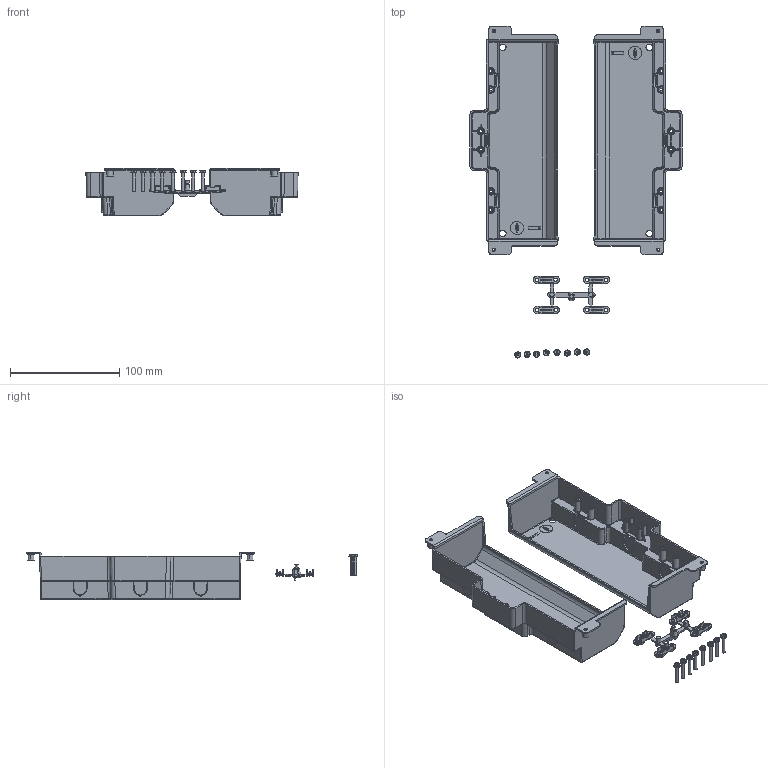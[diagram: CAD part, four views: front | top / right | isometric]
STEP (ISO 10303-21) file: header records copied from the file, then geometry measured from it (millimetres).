
FILE_DESCRIPTION(('CATIA V5 STEP Exchange','CAx-IF Rec.Pracs.--- Model Styling and Organization---1.4--- 2014-01-23'),'2;1');
FILE_NAME('&RV - Boite sol Finition standard T2 T2''LG-088027.stp','2019-02-26T07:12:14+00:00',('none'),('none'),'CATIA Version 5-6 Release 2017 SP3','CATIA V5 STEP AP214','none');
FILE_SCHEMA(('AUTOMOTIVE_DESIGN { 1 0 10303 214 1 1 1 1 }'));
Products named in the file (5): LG-088027; D005827_A; A009659_A; D000064_A-MOD-02; CJ00004_A
Assembly tree (12 placements, depth 3):
  LG-088027
    D005827_A  x2
    A009659_A
      D000064_A-MOD-02
      CJ00004_A  x8
Bounding box: 193.79 x 303.32 x 43.5 mm (x, y, z)
Volume: 88806.9 mm3; surface area: 121106.4 mm2
Topology: 25 solids, 25 shells, 3246 faces, 8427 edges, 4938 vertices
Faces by surface type: plane 1055, cylinder 873, bspline 672, sphere 244, cone 203, torus 199
Entity records: 96514 total; most frequent: CARTESIAN_POINT 54038, ORIENTED_EDGE 10678, EDGE_CURVE 5339, DIRECTION 5312, VERTEX_POINT 3175, B_SPLINE_CURVE_WITH_KNOTS 2397, EDGE_LOOP 2236, AXIS2_PLACEMENT_3D 2231
